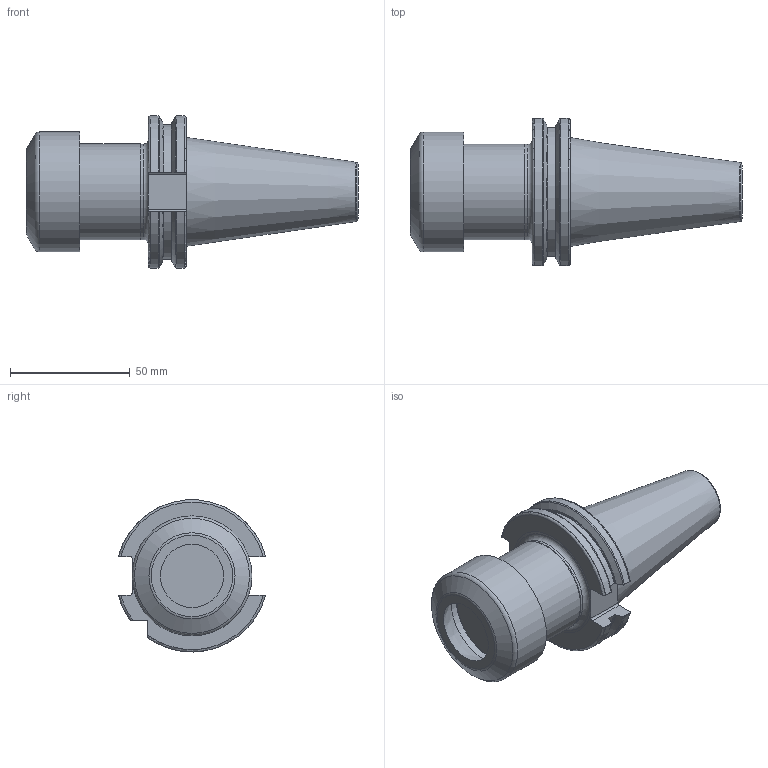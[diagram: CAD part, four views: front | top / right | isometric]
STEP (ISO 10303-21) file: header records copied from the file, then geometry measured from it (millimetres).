
FILE_DESCRIPTION(/* description */ (''),/* implementation_level */ '2;1');
FILE_NAME(/* name */ 'ASK40-ER-32-070.stp',/* time_stamp */ '2024-12-24T16:21:56+03:00',/* author */ (''),/* organization */ (''),/* preprocessor_version */ 'ST-DEVELOPER v19.4',/* originating_system */ 'SIEMENS PLM Software NX2306.3001',/* authorisation */ '');
FILE_SCHEMA (('AUTOMOTIVE_DESIGN { 1 0 10303 214 3 1 1 1 }'));
Length unit declared in the file: millimetre
Products named in the file (1): ASK40-ER-32-070-LIGHT_objects
Bounding box: 138.43 x 61.37 x 63.42 mm (x, y, z)
Volume: 179368.9 mm3; surface area: 27100.3 mm2
Topology: 1 solids, 1 shells, 98 faces, 265 edges, 172 vertices
Faces by surface type: plane 30, torus 26, cylinder 21, cone 21
Full cylindrical faces by diameter (mm): 4 x1, 10 x1, 37.8 x1, 38.5 x1, 39.8 x1, 40 x1, 50 x1
Entity records: 3457 total; most frequent: CARTESIAN_POINT 1177, ORIENTED_EDGE 464, DIRECTION 443, EDGE_CURVE 232, AXIS2_PLACEMENT_3D 188, VERTEX_POINT 164, EDGE_LOOP 125, ADVANCED_FACE 98
